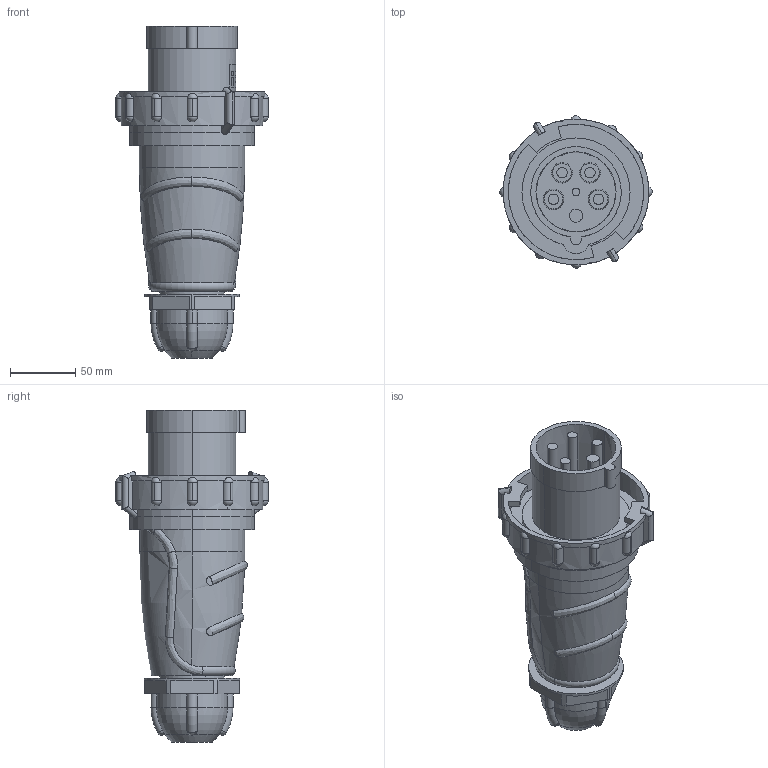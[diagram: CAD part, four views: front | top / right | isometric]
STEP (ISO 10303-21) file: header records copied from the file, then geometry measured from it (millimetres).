
FILE_DESCRIPTION (( 'STEP AP214' ), '1' );
FILE_NAME ('PSN02-063-5 MAGNUM Âèëêà ïåðåíîñ. ÑÑÈ-035 63À-6÷ 380Â 3P+PE+N IP67 IEK.STEP', '2025-07-22T10:14:41', ( '' ), ( '' ), 'SwSTEP 2.0', 'SolidWorks 2022', '' );
FILE_SCHEMA (( 'AUTOMOTIVE_DESIGN' ));
Length unit declared in the file: millimetre
Products named in the file (1): PSN02-063-5 MAGNUM Вилка перенос. ССИ-035 63А-6ч 380В 3P+PE+N IP67 IEK
Bounding box: 117 x 117 x 254.92 mm (x, y, z)
Volume: 527026.2 mm3; surface area: 199942.3 mm2
Topology: 18 solids, 22 shells, 932 faces, 2433 edges, 1608 vertices
Faces by surface type: plane 505, cylinder 281, torus 83, bspline 47, cone 12, sphere 4
Entity records: 34618 total; most frequent: CARTESIAN_POINT 11045, ORIENTED_EDGE 4854, DIRECTION 4788, EDGE_CURVE 2427, AXIS2_PLACEMENT_3D 1753, VERTEX_POINT 1607, VECTOR 1282, LINE 1282
